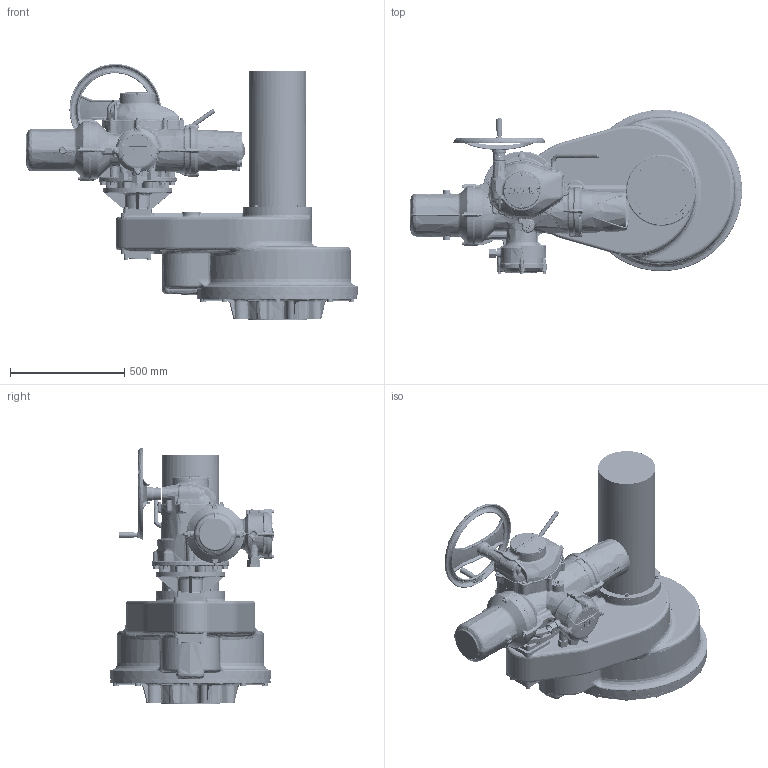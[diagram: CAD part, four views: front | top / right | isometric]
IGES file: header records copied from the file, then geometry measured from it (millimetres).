
Start section: C
Global section: file name: II4SHWIS17STD.igs; native system: By Siemens PLM Incorporated; preprocessor: XPlus GENERIC/IGES 20.0.26; author: Author; organization: Title; date: 20190425.131358; units: millimetre
Bounding box: 1450.4 x 717.73 x 1118.46 mm (x, y, z)
Surface area: 6231795.1 mm2 (no closed solid volume)
Topology: 0 solids, 0 shells, 8617 faces, 46460 edges, 46101 vertices
Faces by surface type: bspline 8617
